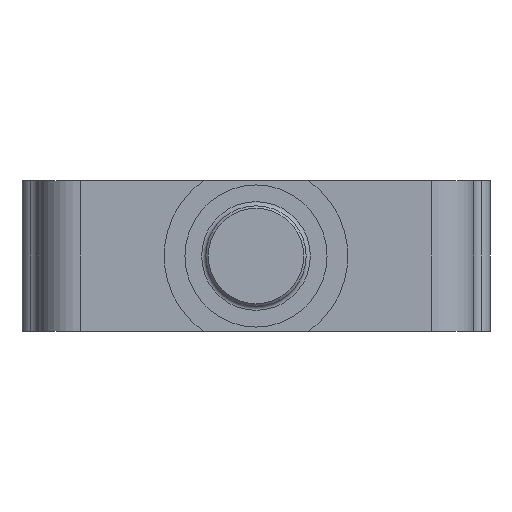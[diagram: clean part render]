
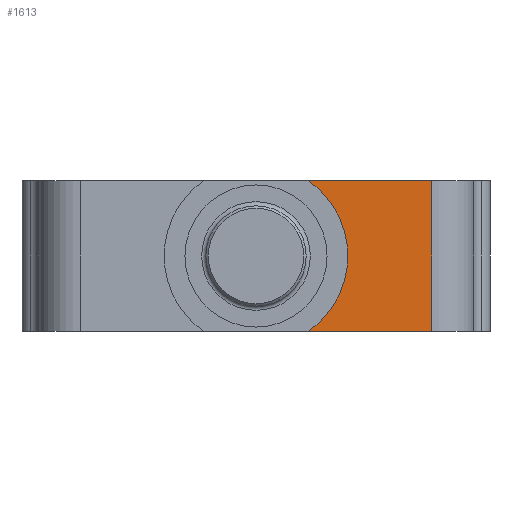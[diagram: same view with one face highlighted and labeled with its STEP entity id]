
A CAD part, left-side view. The second image highlights one B-rep face of the part: STEP entity #1613.
In plain terms, the highlighted planar face has unit normal (-1, 0, 0).
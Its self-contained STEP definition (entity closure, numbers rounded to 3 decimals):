
#43=PLANE('',#1794);
#93=LINE('',#2495,#209);
#110=LINE('',#2546,#226);
#130=LINE('',#2597,#246);
#209=VECTOR('',#1989,14.675);
#226=VECTOR('',#2034,18.);
#246=VECTOR('',#2078,14.675);
#428=FACE_OUTER_BOUND('',#530,.T.);
#530=EDGE_LOOP('',(#1417,#1418,#1419,#1420));
#640=CIRCLE('',#1772,11.);
#728=VERTEX_POINT('',#2492);
#729=VERTEX_POINT('',#2494);
#749=VERTEX_POINT('',#2544);
#768=VERTEX_POINT('',#2595);
#889=EDGE_CURVE('',#729,#728,#93,.T.);
#916=EDGE_CURVE('',#728,#749,#110,.T.);
#943=EDGE_CURVE('',#749,#768,#130,.T.);
#993=EDGE_CURVE('',#768,#729,#640,.T.);
#1417=ORIENTED_EDGE('',*,*,#993,.T.);
#1418=ORIENTED_EDGE('',*,*,#889,.T.);
#1419=ORIENTED_EDGE('',*,*,#916,.T.);
#1420=ORIENTED_EDGE('',*,*,#943,.T.);
#1613=ADVANCED_FACE('',(#428),#43,.T.);
#1772=AXIS2_PLACEMENT_3D('',#2694,#2206,#2207);
#1794=AXIS2_PLACEMENT_3D('',#2727,#2261,#2262);
#1989=DIRECTION('',(0.,-1.,0.));
#2034=DIRECTION('',(0.,0.,1.));
#2078=DIRECTION('',(0.,1.,0.));
#2206=DIRECTION('center_axis',(1.,0.,0.));
#2207=DIRECTION('ref_axis',(0.,1.,0.));
#2261=DIRECTION('center_axis',(-1.,0.,0.));
#2262=DIRECTION('ref_axis',(0.,0.,1.));
#2492=CARTESIAN_POINT('',(-26.,-21.,-9.));
#2494=CARTESIAN_POINT('',(-26.,-6.325,-9.));
#2495=CARTESIAN_POINT('',(-26.,-21.,-9.));
#2544=CARTESIAN_POINT('',(-26.,-21.,9.));
#2546=CARTESIAN_POINT('',(-26.,-21.,0.));
#2595=CARTESIAN_POINT('',(-26.,-6.325,9.));
#2597=CARTESIAN_POINT('',(-26.,-21.,9.));
#2694=CARTESIAN_POINT('Origin',(-26.,0.,0.));
#2727=CARTESIAN_POINT('Origin',(-26.,-21.,0.));
